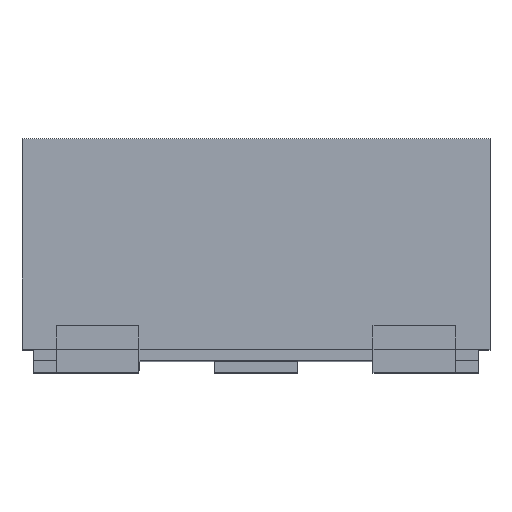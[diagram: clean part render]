
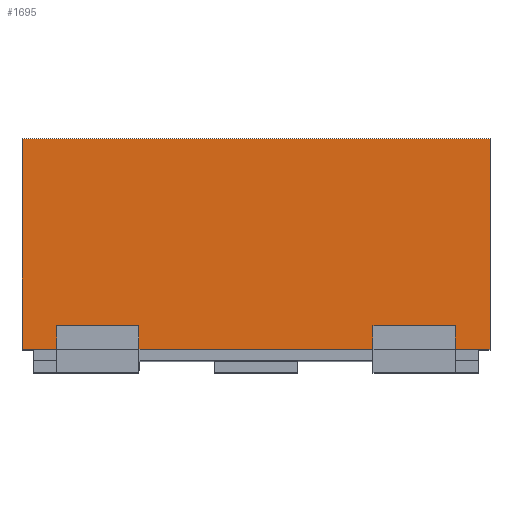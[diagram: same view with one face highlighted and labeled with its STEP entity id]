
A CAD part, top view. The second image highlights one B-rep face of the part: STEP entity #1695.
In plain terms, the highlighted planar face has unit normal (0, 0, 1).
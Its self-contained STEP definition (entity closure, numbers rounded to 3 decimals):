
#24 = ORIENTED_EDGE ( 'NONE', *, *, #5419, .T. ) ;
#30 = AXIS2_PLACEMENT_3D ( 'NONE', #4041, #5276, #1419 ) ;
#109 = LINE ( 'NONE', #2157, #1071 ) ;
#141 = VECTOR ( 'NONE', #3407, 1000. ) ;
#150 = CARTESIAN_POINT ( 'NONE',  ( 0.85, 0.2, 1. ) ) ;
#156 = VERTEX_POINT ( 'NONE', #1445 ) ;
#177 = CARTESIAN_POINT ( 'NONE',  ( -0.85, 0.1, 1. ) ) ;
#348 = VECTOR ( 'NONE', #2468, 1000. ) ;
#373 = ORIENTED_EDGE ( 'NONE', *, *, #4060, .T. ) ;
#432 = CARTESIAN_POINT ( 'NONE',  ( -1., 0.1, 1. ) ) ;
#472 = CARTESIAN_POINT ( 'NONE',  ( 0.5, 0.2, 1. ) ) ;
#485 = VERTEX_POINT ( 'NONE', #2587 ) ;
#489 = CARTESIAN_POINT ( 'NONE',  ( -1., 4.828, 1. ) ) ;
#878 = VECTOR ( 'NONE', #2912, 1000. ) ;
#902 = VECTOR ( 'NONE', #4808, 1000. ) ;
#904 = CARTESIAN_POINT ( 'NONE',  ( -1., 0.1, 1. ) ) ;
#917 = DIRECTION ( 'NONE',  ( 1., 0., 0. ) ) ;
#926 = CARTESIAN_POINT ( 'NONE',  ( 0.85, 0.1, 1. ) ) ;
#964 = DIRECTION ( 'NONE',  ( 0., -1., 0. ) ) ;
#996 = VECTOR ( 'NONE', #4018, 1000. ) ;
#1071 = VECTOR ( 'NONE', #917, 1000. ) ;
#1093 = LINE ( 'NONE', #3590, #996 ) ;
#1179 = CARTESIAN_POINT ( 'NONE',  ( 0.5, 0.2, 1. ) ) ;
#1199 = ORIENTED_EDGE ( 'NONE', *, *, #3626, .F. ) ;
#1209 = ORIENTED_EDGE ( 'NONE', *, *, #4168, .T. ) ;
#1230 = VECTOR ( 'NONE', #2521, 1000. ) ;
#1237 = VERTEX_POINT ( 'NONE', #4913 ) ;
#1266 = EDGE_CURVE ( 'NONE', #1237, #485, #1093, .T. ) ;
#1326 = LINE ( 'NONE', #489, #1230 ) ;
#1419 = DIRECTION ( 'NONE',  ( -1., 0., 0. ) ) ;
#1436 = VERTEX_POINT ( 'NONE', #4350 ) ;
#1445 = CARTESIAN_POINT ( 'NONE',  ( -0.5, 0.1, 1. ) ) ;
#1463 = ORIENTED_EDGE ( 'NONE', *, *, #2372, .T. ) ;
#1633 = CARTESIAN_POINT ( 'NONE',  ( 1., 4.828, 1. ) ) ;
#1695 = ADVANCED_FACE ( 'NONE', ( #5221 ), #3587, .F. ) ;
#1731 = VECTOR ( 'NONE', #964, 1000. ) ;
#1792 = ORIENTED_EDGE ( 'NONE', *, *, #4875, .T. ) ;
#1943 = VECTOR ( 'NONE', #5057, 1000. ) ;
#1950 = VERTEX_POINT ( 'NONE', #472 ) ;
#2157 = CARTESIAN_POINT ( 'NONE',  ( 0.5, 0.2, 1. ) ) ;
#2217 = DIRECTION ( 'NONE',  ( 1., 0., 0. ) ) ;
#2306 = VERTEX_POINT ( 'NONE', #3041 ) ;
#2337 = ORIENTED_EDGE ( 'NONE', *, *, #2979, .F. ) ;
#2372 = EDGE_CURVE ( 'NONE', #4098, #4973, #1326, .T. ) ;
#2429 = VERTEX_POINT ( 'NONE', #150 ) ;
#2452 = CARTESIAN_POINT ( 'NONE',  ( -1., 1., 1. ) ) ;
#2468 = DIRECTION ( 'NONE',  ( 0., -1., 0. ) ) ;
#2482 = VECTOR ( 'NONE', #3482, 1000. ) ;
#2521 = DIRECTION ( 'NONE',  ( 0., -1., 0. ) ) ;
#2522 = ORIENTED_EDGE ( 'NONE', *, *, #2976, .T. ) ;
#2587 = CARTESIAN_POINT ( 'NONE',  ( -0.5, 0.2, 1. ) ) ;
#2893 = VERTEX_POINT ( 'NONE', #4783 ) ;
#2912 = DIRECTION ( 'NONE',  ( 0., -1., 0. ) ) ;
#2959 = ORIENTED_EDGE ( 'NONE', *, *, #5262, .T. ) ;
#2976 = EDGE_CURVE ( 'NONE', #485, #156, #4212, .T. ) ;
#2979 = EDGE_CURVE ( 'NONE', #4098, #2306, #4159, .T. ) ;
#3041 = CARTESIAN_POINT ( 'NONE',  ( 1., 1., 1. ) ) ;
#3071 = ORIENTED_EDGE ( 'NONE', *, *, #4092, .F. ) ;
#3084 = LINE ( 'NONE', #904, #4403 ) ;
#3115 = LINE ( 'NONE', #4441, #902 ) ;
#3407 = DIRECTION ( 'NONE',  ( 1., 0., 0. ) ) ;
#3482 = DIRECTION ( 'NONE',  ( 0., -1., 0. ) ) ;
#3570 = VERTEX_POINT ( 'NONE', #177 ) ;
#3587 = PLANE ( 'NONE',  #30 ) ;
#3590 = CARTESIAN_POINT ( 'NONE',  ( -0.5, 0.2, 1. ) ) ;
#3596 = ORIENTED_EDGE ( 'NONE', *, *, #4778, .F. ) ;
#3626 = EDGE_CURVE ( 'NONE', #1237, #3570, #4301, .T. ) ;
#3657 = EDGE_LOOP ( 'NONE', ( #1463, #1792, #1199, #4078, #2522, #373, #3071, #2959, #1209, #24, #3596, #2337 ) ) ;
#3744 = CARTESIAN_POINT ( 'NONE',  ( 1., 1., 1. ) ) ;
#3943 = VECTOR ( 'NONE', #5448, 1000. ) ;
#4013 = CARTESIAN_POINT ( 'NONE',  ( -1., 0.1, 1. ) ) ;
#4018 = DIRECTION ( 'NONE',  ( 1., 0., 0. ) ) ;
#4041 = CARTESIAN_POINT ( 'NONE',  ( 1., 4.828, 1. ) ) ;
#4060 = EDGE_CURVE ( 'NONE', #156, #2893, #4174, .T. ) ;
#4078 = ORIENTED_EDGE ( 'NONE', *, *, #1266, .T. ) ;
#4092 = EDGE_CURVE ( 'NONE', #1950, #2893, #4587, .T. ) ;
#4098 = VERTEX_POINT ( 'NONE', #2452 ) ;
#4101 = LINE ( 'NONE', #1633, #878 ) ;
#4159 = LINE ( 'NONE', #3744, #1943 ) ;
#4168 = EDGE_CURVE ( 'NONE', #2429, #4447, #4755, .T. ) ;
#4174 = LINE ( 'NONE', #432, #141 ) ;
#4212 = LINE ( 'NONE', #4541, #348 ) ;
#4301 = LINE ( 'NONE', #4666, #2482 ) ;
#4350 = CARTESIAN_POINT ( 'NONE',  ( 1., 0.1, 1. ) ) ;
#4359 = CARTESIAN_POINT ( 'NONE',  ( 0.85, 0.2, 1. ) ) ;
#4403 = VECTOR ( 'NONE', #2217, 1000. ) ;
#4441 = CARTESIAN_POINT ( 'NONE',  ( -1., 0.1, 1. ) ) ;
#4447 = VERTEX_POINT ( 'NONE', #926 ) ;
#4541 = CARTESIAN_POINT ( 'NONE',  ( -0.5, 0.2, 1. ) ) ;
#4587 = LINE ( 'NONE', #1179, #3943 ) ;
#4666 = CARTESIAN_POINT ( 'NONE',  ( -0.85, 0.2, 1. ) ) ;
#4755 = LINE ( 'NONE', #4359, #1731 ) ;
#4778 = EDGE_CURVE ( 'NONE', #2306, #1436, #4101, .T. ) ;
#4783 = CARTESIAN_POINT ( 'NONE',  ( 0.5, 0.1, 1. ) ) ;
#4808 = DIRECTION ( 'NONE',  ( 1., 0., 0. ) ) ;
#4875 = EDGE_CURVE ( 'NONE', #4973, #3570, #3084, .T. ) ;
#4913 = CARTESIAN_POINT ( 'NONE',  ( -0.85, 0.2, 1. ) ) ;
#4973 = VERTEX_POINT ( 'NONE', #4013 ) ;
#5057 = DIRECTION ( 'NONE',  ( 1., 0., 0. ) ) ;
#5221 = FACE_OUTER_BOUND ( 'NONE', #3657, .T. ) ;
#5262 = EDGE_CURVE ( 'NONE', #1950, #2429, #109, .T. ) ;
#5276 = DIRECTION ( 'NONE',  ( 0., 0., -1. ) ) ;
#5419 = EDGE_CURVE ( 'NONE', #4447, #1436, #3115, .T. ) ;
#5448 = DIRECTION ( 'NONE',  ( 0., -1., 0. ) ) ;
